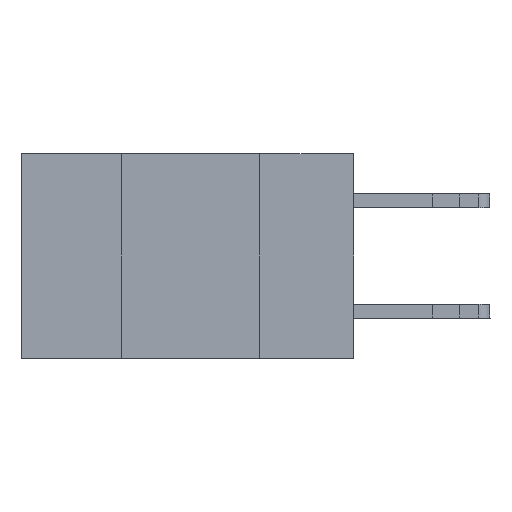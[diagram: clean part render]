
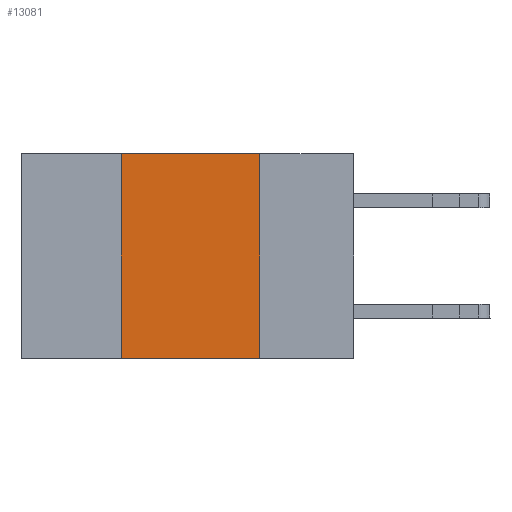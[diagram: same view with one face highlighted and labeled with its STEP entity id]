
A CAD part, left-side view. The second image highlights one B-rep face of the part: STEP entity #13081.
In plain terms, the highlighted planar face has unit normal (-1, 0, 0).
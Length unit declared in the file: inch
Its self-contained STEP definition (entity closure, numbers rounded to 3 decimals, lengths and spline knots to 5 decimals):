
#797 = CARTESIAN_POINT ( 'NONE',  ( 0., 0.17, -0.37 ) ) ;
#1338 = EDGE_CURVE ( 'NONE', #7088, #23153, #27096, .T. ) ;
#1862 = CARTESIAN_POINT ( 'NONE',  ( 0., 0.42, -0.37 ) ) ;
#2826 = LINE ( 'NONE', #5796, #16330 ) ;
#3040 = CARTESIAN_POINT ( 'NONE',  ( 0., 0.6, 0. ) ) ;
#3892 = DIRECTION ( 'NONE',  ( 0., -1., 0. ) ) ;
#4971 = ORIENTED_EDGE ( 'NONE', *, *, #1338, .F. ) ;
#5005 = PLANE ( 'NONE',  #21048 ) ;
#5221 = DIRECTION ( 'NONE',  ( 1., 0., 0. ) ) ;
#5774 = LINE ( 'NONE', #22898, #18509 ) ;
#5796 = CARTESIAN_POINT ( 'NONE',  ( 0., 0.6, 0. ) ) ;
#5923 = EDGE_CURVE ( 'NONE', #23153, #16117, #2826, .T. ) ;
#6454 = VECTOR ( 'NONE', #18468, 39.37008 ) ;
#7088 = VERTEX_POINT ( 'NONE', #1862 ) ;
#9363 = EDGE_LOOP ( 'NONE', ( #18972, #23025, #4971, #19971 ) ) ;
#11625 = EDGE_CURVE ( 'NONE', #7088, #22948, #24120, .T. ) ;
#12659 = DIRECTION ( 'NONE',  ( 0., 0., -1. ) ) ;
#13081 = ADVANCED_FACE ( 'NONE', ( #20712 ), #5005, .F. ) ;
#15612 = DIRECTION ( 'NONE',  ( 0., 0., -1. ) ) ;
#16117 = VERTEX_POINT ( 'NONE', #21619 ) ;
#16330 = VECTOR ( 'NONE', #30906, 39.37008 ) ;
#18468 = DIRECTION ( 'NONE',  ( 0., 0., 1. ) ) ;
#18509 = VECTOR ( 'NONE', #15612, 39.37008 ) ;
#18972 = ORIENTED_EDGE ( 'NONE', *, *, #28820, .F. ) ;
#19971 = ORIENTED_EDGE ( 'NONE', *, *, #11625, .T. ) ;
#20712 = FACE_OUTER_BOUND ( 'NONE', #9363, .T. ) ;
#20762 = VECTOR ( 'NONE', #3892, 39.37008 ) ;
#21048 = AXIS2_PLACEMENT_3D ( 'NONE', #3040, #5221, #12659 ) ;
#21619 = CARTESIAN_POINT ( 'NONE',  ( 0., 0.17, 0. ) ) ;
#22898 = CARTESIAN_POINT ( 'NONE',  ( 0., 0.17, 0. ) ) ;
#22948 = VERTEX_POINT ( 'NONE', #797 ) ;
#23025 = ORIENTED_EDGE ( 'NONE', *, *, #5923, .F. ) ;
#23153 = VERTEX_POINT ( 'NONE', #23922 ) ;
#23922 = CARTESIAN_POINT ( 'NONE',  ( 0., 0.42, 0. ) ) ;
#24120 = LINE ( 'NONE', #29996, #20762 ) ;
#27096 = LINE ( 'NONE', #29803, #6454 ) ;
#28820 = EDGE_CURVE ( 'NONE', #16117, #22948, #5774, .T. ) ;
#29803 = CARTESIAN_POINT ( 'NONE',  ( 0., 0.42, 0. ) ) ;
#29996 = CARTESIAN_POINT ( 'NONE',  ( 0., 0.6, -0.37 ) ) ;
#30906 = DIRECTION ( 'NONE',  ( 0., -1., 0. ) ) ;
